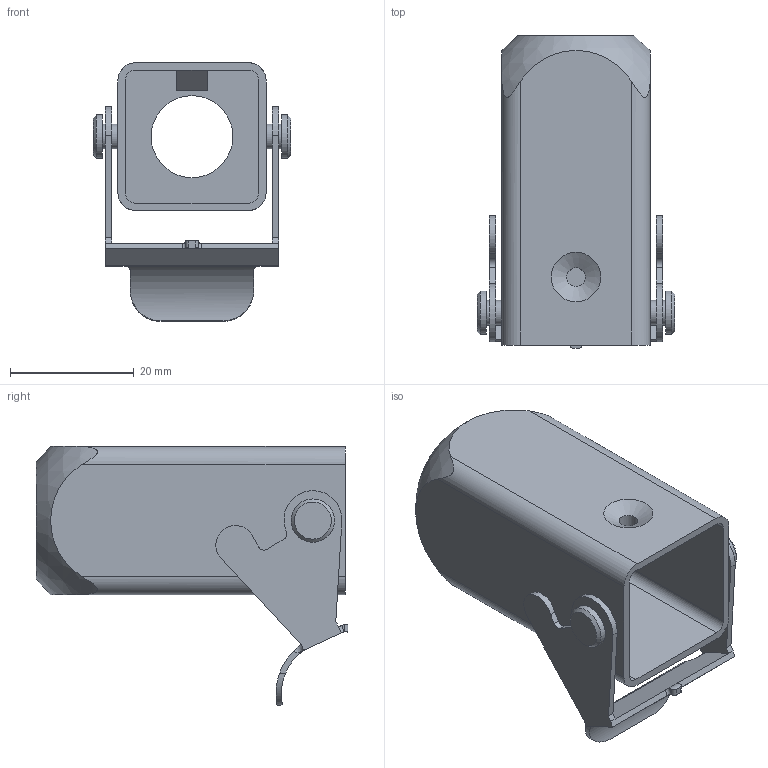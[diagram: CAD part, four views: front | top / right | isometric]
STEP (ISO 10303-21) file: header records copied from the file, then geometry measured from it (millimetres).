
FILE_DESCRIPTION (( 'STEP AP214' ), '1' );
FILE_NAME ('ZP-MC03A-2-SCP11M.STEP', '2012-05-21T19:55:18', ( '.adc' ), ( '' ), 'SwSTEP 2.0', 'SolidWorks 2011', '' );
FILE_SCHEMA (( 'AUTOMOTIVE_DESIGN' ));
Length unit declared in the file: millimetre
Products named in the file (1): ZP-MC03A-2-SCP11M
Bounding box: 32 x 50.49 x 41.93 mm (x, y, z)
Volume: 9114.5 mm3; surface area: 11564.6 mm2
Topology: 4 solids, 4 shells, 99 faces, 253 edges, 164 vertices
Faces by surface type: plane 48, cylinder 43, cone 3, torus 2, bspline 2, sphere 1
Full cylindrical faces by diameter (mm): 3 x1, 4 x2, 4.5 x2, 7 x2, 13.25 x1, 17 x1
Entity records: 3808 total; most frequent: CARTESIAN_POINT 798, DIRECTION 476, ORIENTED_EDGE 472, EDGE_CURVE 236, AXIS2_PLACEMENT_3D 174, VERTEX_POINT 162, VECTOR 128, LINE 128
